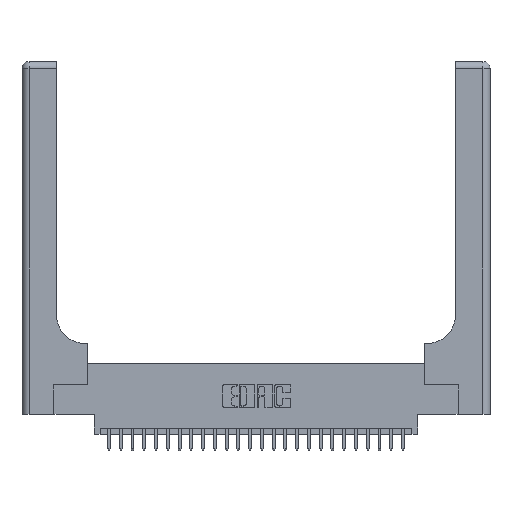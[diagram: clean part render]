
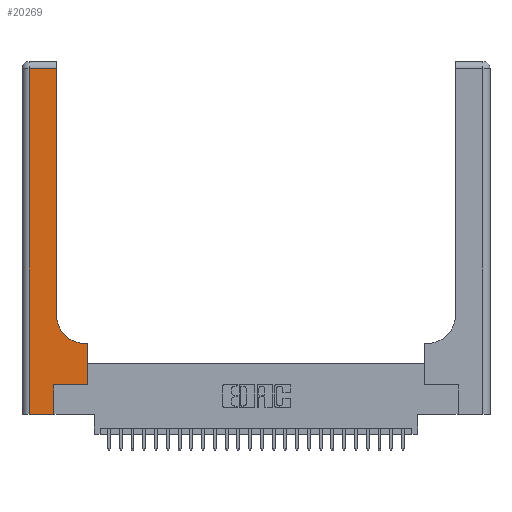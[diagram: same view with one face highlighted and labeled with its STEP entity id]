
A CAD part, top view. The second image highlights one B-rep face of the part: STEP entity #20269.
In plain terms, the highlighted planar face has unit normal (0, 0, 1).
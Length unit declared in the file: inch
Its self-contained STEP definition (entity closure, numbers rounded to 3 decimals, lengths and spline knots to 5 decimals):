
#636 = CARTESIAN_POINT ( 'NONE',  ( 0., 0., 0.37 ) ) ;
#1124 = CIRCLE ( 'NONE', #6284, 0.25 ) ;
#1141 = VECTOR ( 'NONE', #13609, 39.37008 ) ;
#1944 = DIRECTION ( 'NONE',  ( -1., 0., 0. ) ) ;
#2098 = ORIENTED_EDGE ( 'NONE', *, *, #16574, .T. ) ;
#2500 = DIRECTION ( 'NONE',  ( -1., 0., 0. ) ) ;
#2986 = DIRECTION ( 'NONE',  ( -1., 0., 0. ) ) ;
#3281 = DIRECTION ( 'NONE',  ( 0., -1., 0. ) ) ;
#3366 = ORIENTED_EDGE ( 'NONE', *, *, #16609, .T. ) ;
#3636 = EDGE_CURVE ( 'NONE', #9006, #8596, #4048, .T. ) ;
#3656 = CARTESIAN_POINT ( 'NONE',  ( 0.5415, 0.85, 0.37 ) ) ;
#3708 = ORIENTED_EDGE ( 'NONE', *, *, #25504, .T. ) ;
#4008 = CARTESIAN_POINT ( 'NONE',  ( 0.269, 0., 0.37 ) ) ;
#4048 = LINE ( 'NONE', #20501, #26273 ) ;
#4195 = EDGE_CURVE ( 'NONE', #24331, #17177, #24233, .T. ) ;
#4371 = CARTESIAN_POINT ( 'NONE',  ( 0.5585, 0.6, 0.37 ) ) ;
#4526 = VERTEX_POINT ( 'NONE', #10473 ) ;
#4763 = VECTOR ( 'NONE', #19700, 39.37008 ) ;
#5867 = DIRECTION ( 'NONE',  ( 1., 0., 0. ) ) ;
#6226 = CARTESIAN_POINT ( 'NONE',  ( 0., 3., 0.37 ) ) ;
#6284 = AXIS2_PLACEMENT_3D ( 'NONE', #3656, #18814, #5867 ) ;
#7101 = VECTOR ( 'NONE', #15938, 39.37008 ) ;
#7305 = DIRECTION ( 'NONE',  ( 1., 0., 0. ) ) ;
#7514 = EDGE_LOOP ( 'NONE', ( #15608, #23001, #19818, #2098, #18810, #3708, #24559, #3366, #14520 ) ) ;
#8132 = CARTESIAN_POINT ( 'NONE',  ( 0.06, 2.94, 0.37 ) ) ;
#8525 = LINE ( 'NONE', #9596, #20643 ) ;
#8596 = VERTEX_POINT ( 'NONE', #17613 ) ;
#8682 = VERTEX_POINT ( 'NONE', #11372 ) ;
#9006 = VERTEX_POINT ( 'NONE', #8132 ) ;
#9596 = CARTESIAN_POINT ( 'NONE',  ( 0.2915, 0.6, 0.37 ) ) ;
#10473 = CARTESIAN_POINT ( 'NONE',  ( 0.5585, 0.25, 0.37 ) ) ;
#10748 = EDGE_CURVE ( 'NONE', #4526, #26594, #27628, .T. ) ;
#11372 = CARTESIAN_POINT ( 'NONE',  ( 0.269, 0.25, 0.37 ) ) ;
#11427 = CARTESIAN_POINT ( 'NONE',  ( 0.269, 0., 0.37 ) ) ;
#12784 = PLANE ( 'NONE',  #17086 ) ;
#13378 = LINE ( 'NONE', #11427, #1141 ) ;
#13609 = DIRECTION ( 'NONE',  ( 0., 1., 0. ) ) ;
#14388 = LINE ( 'NONE', #18243, #20060 ) ;
#14520 = ORIENTED_EDGE ( 'NONE', *, *, #14985, .T. ) ;
#14980 = VECTOR ( 'NONE', #7305, 39.37008 ) ;
#14981 = DIRECTION ( 'NONE',  ( 0., 0., -1. ) ) ;
#14985 = EDGE_CURVE ( 'NONE', #19663, #24331, #1124, .T. ) ;
#15433 = CARTESIAN_POINT ( 'NONE',  ( 0.5585, 0.25, 0.37 ) ) ;
#15608 = ORIENTED_EDGE ( 'NONE', *, *, #4195, .T. ) ;
#15938 = DIRECTION ( 'NONE',  ( 0., 1., 0. ) ) ;
#16039 = FACE_OUTER_BOUND ( 'NONE', #7514, .T. ) ;
#16365 = VECTOR ( 'NONE', #2500, 39.37008 ) ;
#16574 = EDGE_CURVE ( 'NONE', #8596, #22939, #26301, .T. ) ;
#16609 = EDGE_CURVE ( 'NONE', #26594, #19663, #8525, .T. ) ;
#17086 = AXIS2_PLACEMENT_3D ( 'NONE', #6226, #14981, #1944 ) ;
#17177 = VERTEX_POINT ( 'NONE', #20665 ) ;
#17613 = CARTESIAN_POINT ( 'NONE',  ( 0.06, 0., 0.37 ) ) ;
#17690 = CARTESIAN_POINT ( 'NONE',  ( 0., 2.94, 0.37 ) ) ;
#17973 = CARTESIAN_POINT ( 'NONE',  ( 0.2915, 3., 0.37 ) ) ;
#18243 = CARTESIAN_POINT ( 'NONE',  ( 0.269, 0.25, 0.37 ) ) ;
#18810 = ORIENTED_EDGE ( 'NONE', *, *, #26070, .T. ) ;
#18814 = DIRECTION ( 'NONE',  ( 0., 0., -1. ) ) ;
#18831 = CARTESIAN_POINT ( 'NONE',  ( 0.5415, 0.6, 0.37 ) ) ;
#19663 = VERTEX_POINT ( 'NONE', #18831 ) ;
#19700 = DIRECTION ( 'NONE',  ( 0., 1., 0. ) ) ;
#19818 = ORIENTED_EDGE ( 'NONE', *, *, #3636, .T. ) ;
#20060 = VECTOR ( 'NONE', #22430, 39.37008 ) ;
#20269 = ADVANCED_FACE ( 'NONE', ( #16039 ), #12784, .F. ) ;
#20455 = EDGE_CURVE ( 'NONE', #17177, #9006, #21992, .T. ) ;
#20501 = CARTESIAN_POINT ( 'NONE',  ( 0.06, 3., 0.37 ) ) ;
#20643 = VECTOR ( 'NONE', #2986, 39.37008 ) ;
#20665 = CARTESIAN_POINT ( 'NONE',  ( 0.2915, 2.94, 0.37 ) ) ;
#21992 = LINE ( 'NONE', #17690, #16365 ) ;
#22430 = DIRECTION ( 'NONE',  ( 1., 0., 0. ) ) ;
#22939 = VERTEX_POINT ( 'NONE', #4008 ) ;
#23001 = ORIENTED_EDGE ( 'NONE', *, *, #20455, .T. ) ;
#24233 = LINE ( 'NONE', #17973, #7101 ) ;
#24331 = VERTEX_POINT ( 'NONE', #26341 ) ;
#24559 = ORIENTED_EDGE ( 'NONE', *, *, #10748, .T. ) ;
#25504 = EDGE_CURVE ( 'NONE', #8682, #4526, #14388, .T. ) ;
#26070 = EDGE_CURVE ( 'NONE', #22939, #8682, #13378, .T. ) ;
#26273 = VECTOR ( 'NONE', #3281, 39.37008 ) ;
#26301 = LINE ( 'NONE', #636, #14980 ) ;
#26341 = CARTESIAN_POINT ( 'NONE',  ( 0.2915, 0.85, 0.37 ) ) ;
#26594 = VERTEX_POINT ( 'NONE', #4371 ) ;
#27628 = LINE ( 'NONE', #15433, #4763 ) ;
